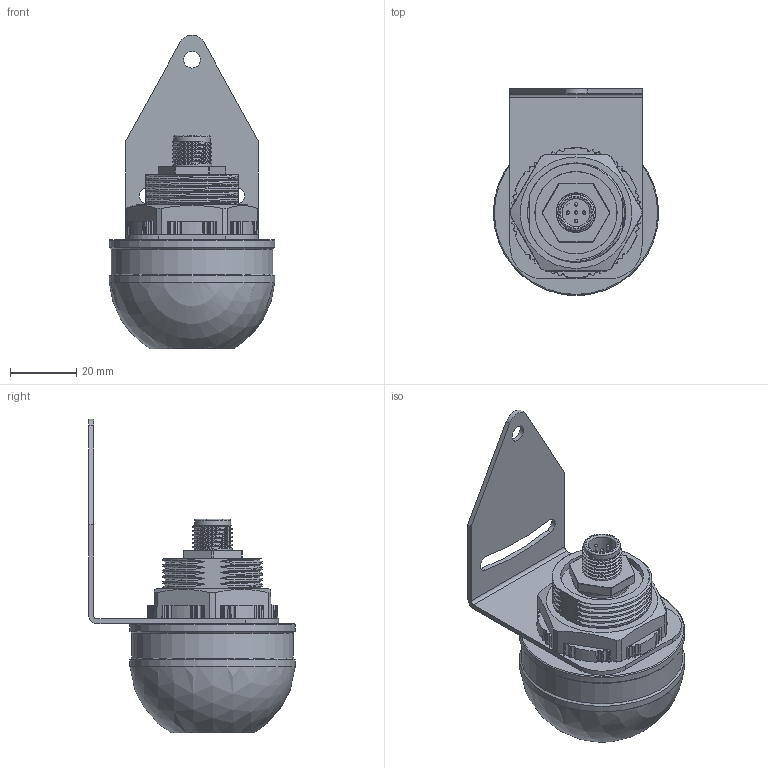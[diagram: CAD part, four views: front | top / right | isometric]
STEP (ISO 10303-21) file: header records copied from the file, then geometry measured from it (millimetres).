
FILE_DESCRIPTION(/* description */ (''),/* implementation_level */ '2;1');
FILE_NAME(/* name */ '214542 SBP-FK-R50D-1B-B5.stp',/* time_stamp */ '2025-01-14T09:12:32+01:00',/* author */ (''),/* organization */ (''),/* preprocessor_version */ 'ST-DEVELOPER v20',/* originating_system */ 'Autodesk Inventor 2025',/* authorisation */ '');
FILE_SCHEMA (('AUTOMOTIVE_DESIGN { 1 0 10303 214 3 1 1 }'));
Products named in the file (1): 214542 ENTW-SBP-FK-R50D-1B-B5
Bounding box: 50.03 x 62.51 x 95.03 mm (x, y, z)
Volume: 79282.7 mm3; surface area: 29612.9 mm2
Topology: 6 solids, 6 shells, 418 faces, 1158 edges, 763 vertices
Faces by surface type: plane 171, cylinder 94, bspline 89, cone 52, sphere 7, torus 5
Full cylindrical faces by diameter (mm): 0.996 x5, 5 x1, 6 x1, 8.466 x1, 10.209 x4, 10.956 x5, 11.952 x10, 17.928 x1, 23 x1, 29.307 x4, 30.084 x5, 32 x1, 48.903 x1, 50.029 x2
Entity records: 42267 total; most frequent: CARTESIAN_POINT 32302, ORIENTED_EDGE 2304, DIRECTION 1707, EDGE_CURVE 1152, VERTEX_POINT 763, AXIS2_PLACEMENT_3D 581, LINE 545, VECTOR 545
